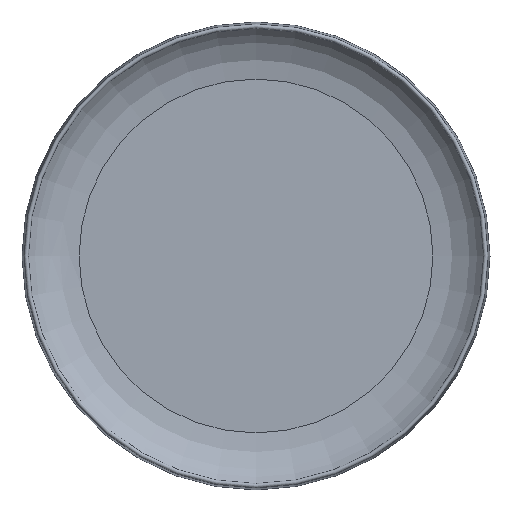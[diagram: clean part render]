
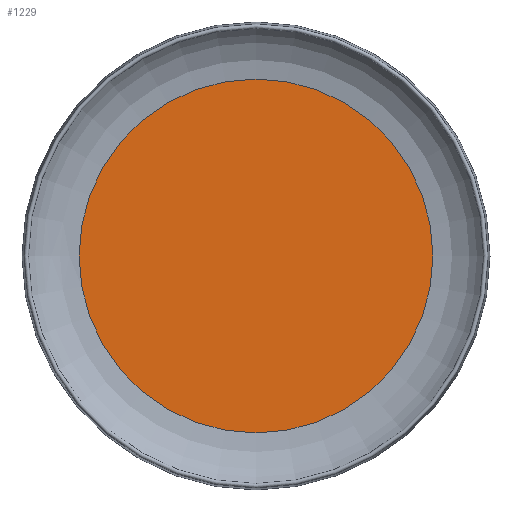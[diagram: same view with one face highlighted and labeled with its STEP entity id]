
A CAD part, front view. The second image highlights one B-rep face of the part: STEP entity #1229.
In plain terms, the highlighted planar face has unit normal (0, -1, 0).
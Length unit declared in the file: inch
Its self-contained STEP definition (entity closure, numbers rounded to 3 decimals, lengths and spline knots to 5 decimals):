
#377=PLANE('',#1310);
#458=FACE_OUTER_BOUND('',#538,.T.);
#538=EDGE_LOOP('',(#1135));
#557=CIRCLE('',#1309,4.05717);
#670=VERTEX_POINT('',#1965);
#833=EDGE_CURVE('',#670,#670,#557,.T.);
#1135=ORIENTED_EDGE('',*,*,#833,.T.);
#1229=ADVANCED_FACE('',(#458),#377,.T.);
#1309=AXIS2_PLACEMENT_3D('',#1966,#1615,#1616);
#1310=AXIS2_PLACEMENT_3D('',#1967,#1617,#1618);
#1615=DIRECTION('center_axis',(0.,-1.,0.));
#1616=DIRECTION('ref_axis',(1.,0.,0.));
#1617=DIRECTION('center_axis',(0.,-1.,0.));
#1618=DIRECTION('ref_axis',(0.,0.,-1.));
#1965=CARTESIAN_POINT('',(-4.05717,-0.39227,0.));
#1966=CARTESIAN_POINT('Origin',(0.,-0.39227,
0.));
#1967=CARTESIAN_POINT('Origin',(0.,-0.39227,
0.));
